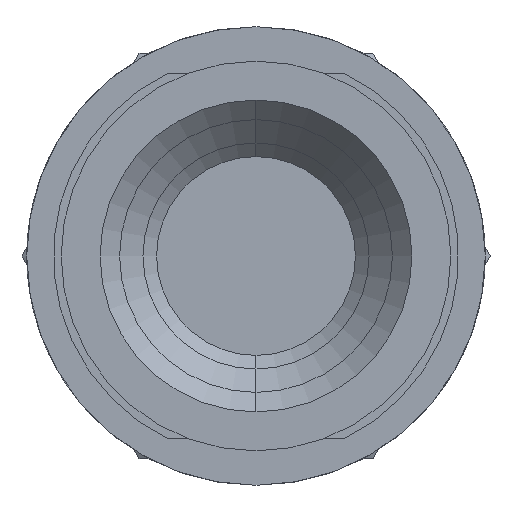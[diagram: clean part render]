
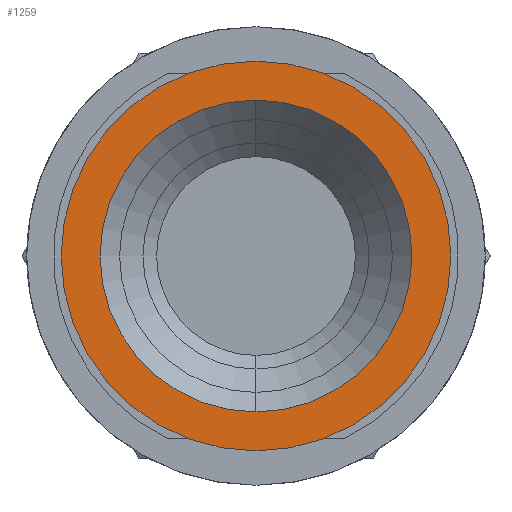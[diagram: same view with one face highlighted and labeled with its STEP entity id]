
A CAD part, left-side view. The second image highlights one B-rep face of the part: STEP entity #1259.
In plain terms, the highlighted planar face has unit normal (-1, 0, 0).
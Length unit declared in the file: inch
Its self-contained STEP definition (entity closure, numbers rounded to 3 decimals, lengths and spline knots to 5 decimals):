
#12 = EDGE_CURVE ( 'NONE', #62, #2848, #2757, .T. ) ;
#62 = VERTEX_POINT ( 'NONE', #2690 ) ;
#124 = CARTESIAN_POINT ( 'NONE',  ( -0.485, 0., 0.15 ) ) ;
#158 = DIRECTION ( 'NONE',  ( -1., 0., 0. ) ) ;
#195 = CARTESIAN_POINT ( 'NONE',  ( -0.485, 0., 0.12 ) ) ;
#221 = CARTESIAN_POINT ( 'NONE',  ( -0.485, 0., 0. ) ) ;
#521 = DIRECTION ( 'NONE',  ( 0., 0., -1. ) ) ;
#612 = DIRECTION ( 'NONE',  ( -1., 0., 0. ) ) ;
#620 = CARTESIAN_POINT ( 'NONE',  ( -0.485, 0., 0. ) ) ;
#676 = AXIS2_PLACEMENT_3D ( 'NONE', #1797, #2082, #3431 ) ;
#951 = CARTESIAN_POINT ( 'NONE',  ( -0.485, 0., 0. ) ) ;
#973 = FACE_OUTER_BOUND ( 'NONE', #1842, .T. ) ;
#999 = ORIENTED_EDGE ( 'NONE', *, *, #3555, .T. ) ;
#1068 = CARTESIAN_POINT ( 'NONE',  ( -0.485, 0., -0.15 ) ) ;
#1114 = FACE_BOUND ( 'NONE', #2758, .T. ) ;
#1215 = VERTEX_POINT ( 'NONE', #124 ) ;
#1239 = DIRECTION ( 'NONE',  ( 0., 0., -1. ) ) ;
#1259 = ADVANCED_FACE ( 'NONE', ( #1114, #973 ), #2896, .F. ) ;
#1439 = DIRECTION ( 'NONE',  ( 0., 0., -1. ) ) ;
#1477 = CIRCLE ( 'NONE', #1671, 0.15 ) ;
#1494 = ORIENTED_EDGE ( 'NONE', *, *, #12, .F. ) ;
#1671 = AXIS2_PLACEMENT_3D ( 'NONE', #620, #612, #1439 ) ;
#1710 = AXIS2_PLACEMENT_3D ( 'NONE', #221, #3272, #521 ) ;
#1797 = CARTESIAN_POINT ( 'NONE',  ( -0.485, -0.15, 0. ) ) ;
#1810 = ORIENTED_EDGE ( 'NONE', *, *, #2234, .F. ) ;
#1825 = CIRCLE ( 'NONE', #3244, 0.15 ) ;
#1842 = EDGE_LOOP ( 'NONE', ( #3069, #999 ) ) ;
#2082 = DIRECTION ( 'NONE',  ( 1., 0., 0. ) ) ;
#2234 = EDGE_CURVE ( 'NONE', #2848, #62, #2236, .T. ) ;
#2236 = CIRCLE ( 'NONE', #2685, 0.12 ) ;
#2302 = EDGE_CURVE ( 'NONE', #3261, #1215, #1825, .T. ) ;
#2638 = CARTESIAN_POINT ( 'NONE',  ( -0.485, 0., 0. ) ) ;
#2685 = AXIS2_PLACEMENT_3D ( 'NONE', #951, #2895, #1239 ) ;
#2690 = CARTESIAN_POINT ( 'NONE',  ( -0.485, 0., -0.12 ) ) ;
#2757 = CIRCLE ( 'NONE', #1710, 0.12 ) ;
#2758 = EDGE_LOOP ( 'NONE', ( #1494, #1810 ) ) ;
#2848 = VERTEX_POINT ( 'NONE', #195 ) ;
#2895 = DIRECTION ( 'NONE',  ( -1., 0., 0. ) ) ;
#2896 = PLANE ( 'NONE',  #676 ) ;
#2920 = DIRECTION ( 'NONE',  ( 0., 0., -1. ) ) ;
#3069 = ORIENTED_EDGE ( 'NONE', *, *, #2302, .T. ) ;
#3244 = AXIS2_PLACEMENT_3D ( 'NONE', #2638, #158, #2920 ) ;
#3261 = VERTEX_POINT ( 'NONE', #1068 ) ;
#3272 = DIRECTION ( 'NONE',  ( -1., 0., 0. ) ) ;
#3431 = DIRECTION ( 'NONE',  ( 0., 0., 1. ) ) ;
#3555 = EDGE_CURVE ( 'NONE', #1215, #3261, #1477, .T. ) ;
